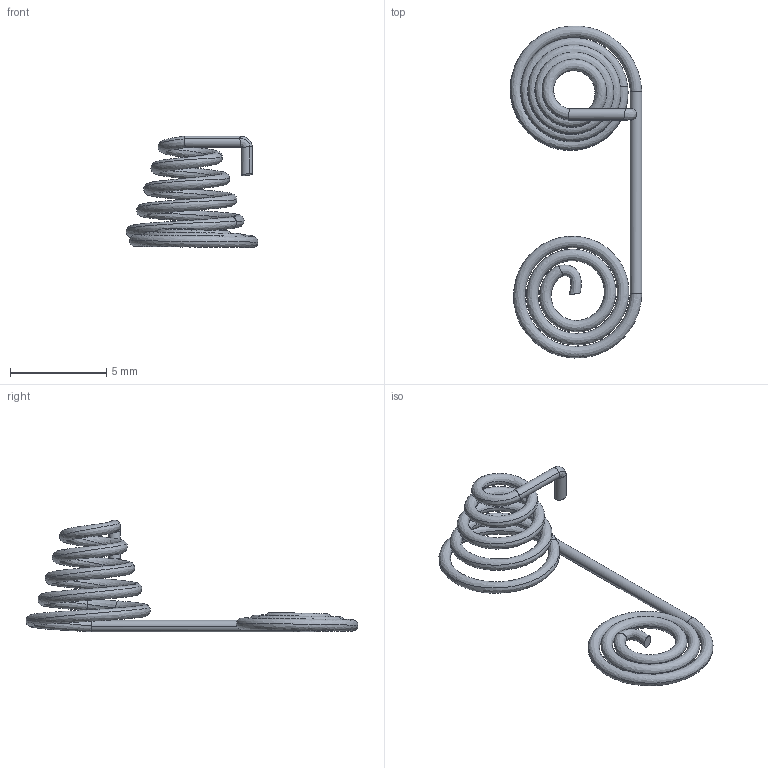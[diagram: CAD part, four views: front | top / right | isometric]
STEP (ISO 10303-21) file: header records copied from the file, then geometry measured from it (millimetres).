
FILE_DESCRIPTION (( 'STEP AP214' ), '1' );
FILE_NAME ('Terminal+-AAA.STEP', '2022-07-11T01:10:01', ( '' ), ( '' ), 'SwSTEP 2.0', 'SolidWorks 2019', '' );
FILE_SCHEMA (( 'AUTOMOTIVE_DESIGN' ));
Length unit declared in the file: millimetre
Products named in the file (1): Terminal+-AAA
Bounding box: 6.84 x 17.24 x 5.8 mm (x, y, z)
Volume: 32.1 mm3; surface area: 223.9 mm2
Topology: 1 solids, 1 shells, 20 faces, 38 edges, 20 vertices
Faces by surface type: bspline 18, plane 2
Entity records: 3352 total; most frequent: CARTESIAN_POINT 3093, ORIENTED_EDGE 76, EDGE_CURVE 38, VERTEX_POINT 20, ADVANCED_FACE 20, FACE_OUTER_BOUND 20, EDGE_LOOP 20, B_SPLINE_CURVE_WITH_KNOTS 16
